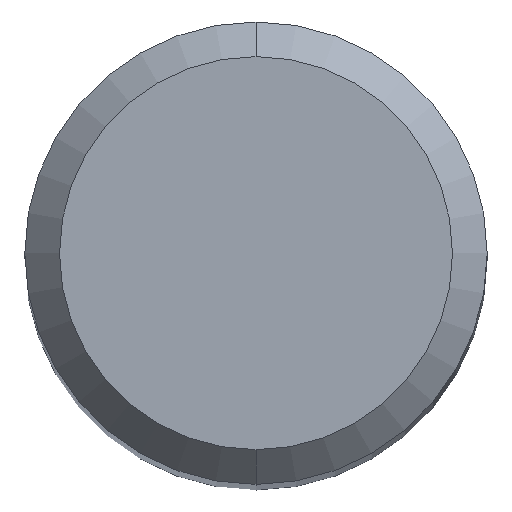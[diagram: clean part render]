
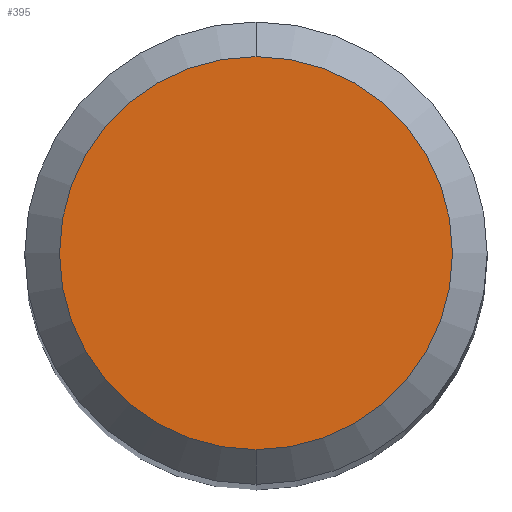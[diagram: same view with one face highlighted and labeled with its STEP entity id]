
A CAD part, top view. The second image highlights one B-rep face of the part: STEP entity #395.
In plain terms, the highlighted planar face has unit normal (0, 0, 1).
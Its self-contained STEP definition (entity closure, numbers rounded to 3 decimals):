
#219=VERTEX_POINT('',#579);
#377=EDGE_CURVE('',#219,#457,#758,.T.);
#395=ADVANCED_FACE('',(#776),#777,.T.);
#457=VERTEX_POINT('',#843);
#535=EDGE_CURVE('',#457,#219,#931,.T.);
#579=CARTESIAN_POINT('',(0.,-1.7,0.0));
#758=CIRCLE('',#1319,1.7);
#776=FACE_OUTER_BOUND('',#1369,.T.);
#777=PLANE('',#1370);
#843=CARTESIAN_POINT('',(0.0,1.7,0.0));
#931=CIRCLE('',#1649,1.7);
#1319=AXIS2_PLACEMENT_3D('',#1899,#1900,#1901);
#1369=EDGE_LOOP('',(#1913,#1914));
#1370=AXIS2_PLACEMENT_3D('',#1915,#1916,#1917);
#1649=AXIS2_PLACEMENT_3D('',#2076,#2077,#2078);
#1899=CARTESIAN_POINT('',(0.0,0.0,0.0));
#1900=DIRECTION('',(0.0,0.0,-1.0));
#1901=DIRECTION('',(0.0,1.0,0.0));
#1913=ORIENTED_EDGE('',*,*,#535,.F.);
#1914=ORIENTED_EDGE('',*,*,#377,.F.);
#1915=CARTESIAN_POINT('',(0.0,0.85,0.0));
#1916=DIRECTION('',(-0.0,0.0,1.0));
#1917=DIRECTION('',(0.0,-1.0,0.0));
#2076=CARTESIAN_POINT('',(0.0,0.0,0.0));
#2077=DIRECTION('',(0.0,0.0,-1.0));
#2078=DIRECTION('',(0.0,1.0,0.0));
